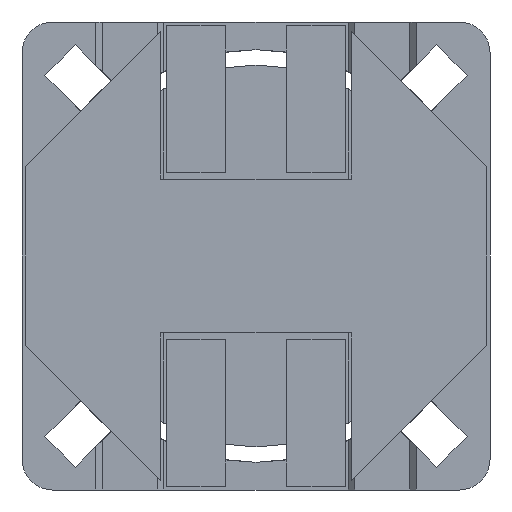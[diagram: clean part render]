
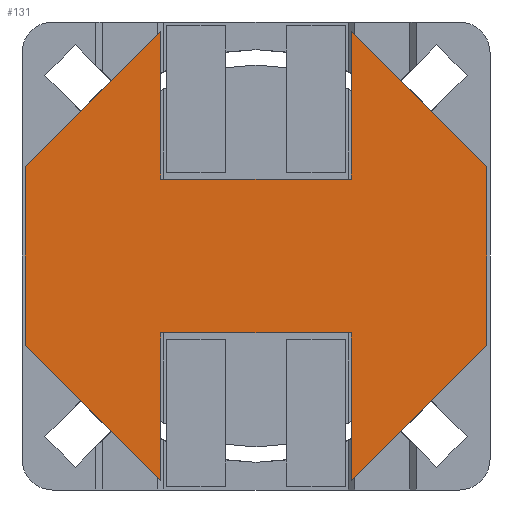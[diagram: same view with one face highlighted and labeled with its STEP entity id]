
A CAD part, front view. The second image highlights one B-rep face of the part: STEP entity #131.
In plain terms, the highlighted planar face has unit normal (0, -1, 0).
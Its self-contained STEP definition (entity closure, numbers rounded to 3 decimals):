
#131=ADVANCED_FACE('',(#283),#284,.F.);
#283=FACE_OUTER_BOUND('',#478,.T.);
#284=PLANE('',#479);
#478=EDGE_LOOP('',(#1089,#1090,#1091,#1092,#1093,#1094,#1095,#1096,#1097,#1098,#1099,#1100));
#479=AXIS2_PLACEMENT_3D('',#1101,#1102,#1103);
#1089=ORIENTED_EDGE('',*,*,#1596,.F.);
#1090=ORIENTED_EDGE('',*,*,#1603,.T.);
#1091=ORIENTED_EDGE('',*,*,#1644,.T.);
#1092=ORIENTED_EDGE('',*,*,#1645,.T.);
#1093=ORIENTED_EDGE('',*,*,#1646,.F.);
#1094=ORIENTED_EDGE('',*,*,#1647,.F.);
#1095=ORIENTED_EDGE('',*,*,#1639,.F.);
#1096=ORIENTED_EDGE('',*,*,#1643,.T.);
#1097=ORIENTED_EDGE('',*,*,#1509,.T.);
#1098=ORIENTED_EDGE('',*,*,#1625,.T.);
#1099=ORIENTED_EDGE('',*,*,#1631,.F.);
#1100=ORIENTED_EDGE('',*,*,#1648,.F.);
#1101=CARTESIAN_POINT('',(0.0,-0.2,0.0));
#1102=DIRECTION('',(-0.0,1.0,0.0));
#1103=DIRECTION('',(1.0,0.0,0.0));
#1509=EDGE_CURVE('',#1868,#1866,#1869,.T.);
#1596=EDGE_CURVE('',#2006,#2007,#2008,.T.);
#1603=EDGE_CURVE('',#2006,#2017,#2019,.T.);
#1625=EDGE_CURVE('',#1866,#2049,#2050,.T.);
#1631=EDGE_CURVE('',#2057,#2049,#2059,.T.);
#1639=EDGE_CURVE('',#2069,#2070,#2071,.T.);
#1643=EDGE_CURVE('',#2069,#1868,#2075,.T.);
#1644=EDGE_CURVE('',#2017,#2076,#2077,.T.);
#1645=EDGE_CURVE('',#2076,#2078,#2079,.T.);
#1646=EDGE_CURVE('',#2080,#2078,#2081,.T.);
#1647=EDGE_CURVE('',#2070,#2080,#2082,.T.);
#1648=EDGE_CURVE('',#2007,#2057,#2083,.T.);
#1866=VERTEX_POINT('',#2406);
#1868=VERTEX_POINT('',#2409);
#1869=LINE('',#2410,#2411);
#2006=VERTEX_POINT('',#2611);
#2007=VERTEX_POINT('',#2612);
#2008=LINE('',#2613,#2614);
#2017=VERTEX_POINT('',#2628);
#2019=LINE('',#2631,#2632);
#2049=VERTEX_POINT('',#2685);
#2050=LINE('',#2686,#2687);
#2057=VERTEX_POINT('',#2698);
#2059=LINE('',#2701,#2702);
#2069=VERTEX_POINT('',#2723);
#2070=VERTEX_POINT('',#2724);
#2071=LINE('',#2725,#2726);
#2075=LINE('',#2733,#2734);
#2076=VERTEX_POINT('',#2735);
#2077=LINE('',#2736,#2737);
#2078=VERTEX_POINT('',#2738);
#2079=LINE('',#2739,#2740);
#2080=VERTEX_POINT('',#2741);
#2081=LINE('',#2742,#2743);
#2082=LINE('',#2744,#2745);
#2083=LINE('',#2746,#2747);
#2406=CARTESIAN_POINT('',(-1.55,-0.2,1.25));
#2409=CARTESIAN_POINT('',(1.55,-0.2,1.25));
#2410=CARTESIAN_POINT('',(1.55,-0.2,1.25));
#2411=VECTOR('',#3031,3.1);
#2611=CARTESIAN_POINT('',(-1.55,-0.2,-3.65));
#2612=CARTESIAN_POINT('',(-3.75,-0.2,-1.45));
#2613=CARTESIAN_POINT('',(-1.55,-0.2,-3.65));
#2614=VECTOR('',#3164,3.111);
#2628=CARTESIAN_POINT('',(-1.55,-0.2,-1.25));
#2631=CARTESIAN_POINT('',(-1.55,-0.2,-3.65));
#2632=VECTOR('',#3171,2.4);
#2685=CARTESIAN_POINT('',(-1.55,-0.2,3.65));
#2686=CARTESIAN_POINT('',(-1.55,-0.2,1.25));
#2687=VECTOR('',#3195,2.4);
#2698=CARTESIAN_POINT('',(-3.75,-0.2,1.45));
#2701=CARTESIAN_POINT('',(-3.75,-0.2,1.45));
#2702=VECTOR('',#3201,3.111);
#2723=CARTESIAN_POINT('',(1.55,-0.2,3.65));
#2724=CARTESIAN_POINT('',(3.75,-0.2,1.45));
#2725=CARTESIAN_POINT('',(1.55,-0.2,3.65));
#2726=VECTOR('',#3207,3.111);
#2733=CARTESIAN_POINT('',(1.55,-0.2,3.65));
#2734=VECTOR('',#3211,2.4);
#2735=CARTESIAN_POINT('',(1.55,-0.2,-1.25));
#2736=CARTESIAN_POINT('',(-1.55,-0.2,-1.25));
#2737=VECTOR('',#3212,3.1);
#2738=CARTESIAN_POINT('',(1.55,-0.2,-3.65));
#2739=CARTESIAN_POINT('',(1.55,-0.2,-1.25));
#2740=VECTOR('',#3213,2.4);
#2741=CARTESIAN_POINT('',(3.75,-0.2,-1.45));
#2742=CARTESIAN_POINT('',(3.75,-0.2,-1.45));
#2743=VECTOR('',#3214,3.111);
#2744=CARTESIAN_POINT('',(3.75,-0.2,1.45));
#2745=VECTOR('',#3215,2.9);
#2746=CARTESIAN_POINT('',(-3.75,-0.2,-1.45));
#2747=VECTOR('',#3216,2.9);
#3031=DIRECTION('',(-1.0,0.0,0.0));
#3164=DIRECTION('',(-0.707,0.0,0.707));
#3171=DIRECTION('',(0.0,0.0,1.0));
#3195=DIRECTION('',(0.0,0.0,1.0));
#3201=DIRECTION('',(0.707,0.0,0.707));
#3207=DIRECTION('',(0.707,0.0,-0.707));
#3211=DIRECTION('',(0.0,0.0,-1.0));
#3212=DIRECTION('',(1.0,0.0,0.0));
#3213=DIRECTION('',(0.0,0.0,-1.0));
#3214=DIRECTION('',(-0.707,0.0,-0.707));
#3215=DIRECTION('',(0.0,0.0,-1.0));
#3216=DIRECTION('',(0.0,0.0,1.0));
